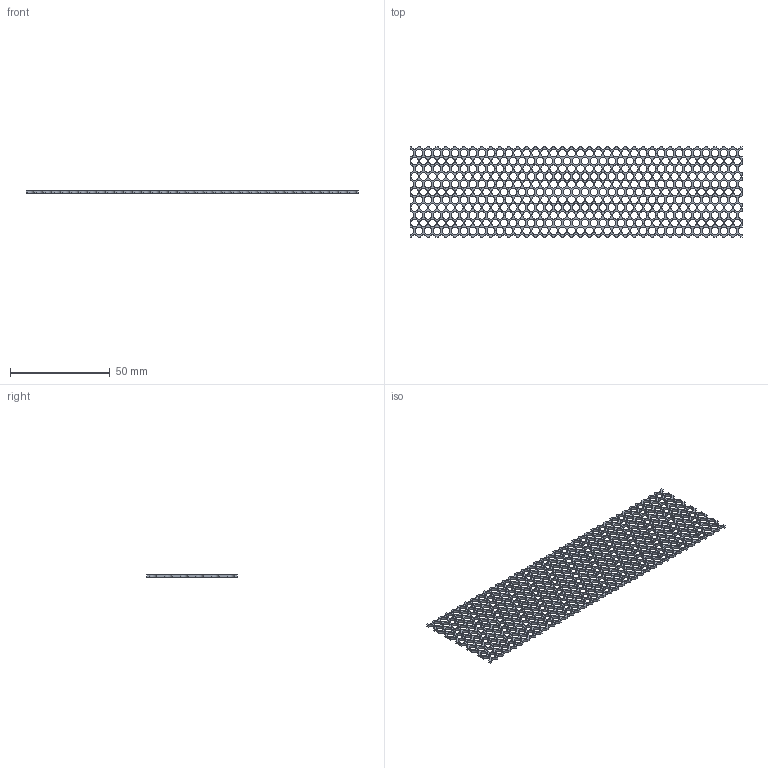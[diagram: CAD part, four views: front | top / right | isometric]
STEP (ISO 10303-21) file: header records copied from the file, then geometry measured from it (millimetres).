
FILE_DESCRIPTION(/* description */ (''),/* implementation_level */ '2;1');
FILE_NAME(/* name */ '86091412_IZK_M 16014-ADL-P.stp',/* time_stamp */ '2014-08-05T13:17:24+02:00',/* author */ ('nowak'),/* organization */ (''),/* preprocessor_version */ 'ST-DEVELOPER v15.2',/* originating_system */ 'Autodesk Inventor 2014',/* authorisation */ '');
FILE_SCHEMA (('AUTOMOTIVE_DESIGN { 1 0 10303 214 3 1 1 }'));
Length unit declared in the file: millimetre
Products named in the file (1): 86091412_IZK_M 16014-ADL-P
Bounding box: 166.6 x 45.22 x 1.2 mm (x, y, z)
Volume: 3248.2 mm3; surface area: 11779.9 mm2
Topology: 1 solids, 1 shells, 579 faces, 2132 edges, 1555 vertices
Faces by surface type: cylinder 487, plane 92
Full cylindrical faces by diameter (mm): 3.8 x401
Entity records: 19659 total; most frequent: DIRECTION 3464, CARTESIAN_POINT 3064, ORIENTED_EDGE 2660, EDGE_LOOP 1782, AXIS2_PLACEMENT_3D 1554, EDGE_CURVE 1330, FACE_BOUND 1204, VERTEX_POINT 1154
